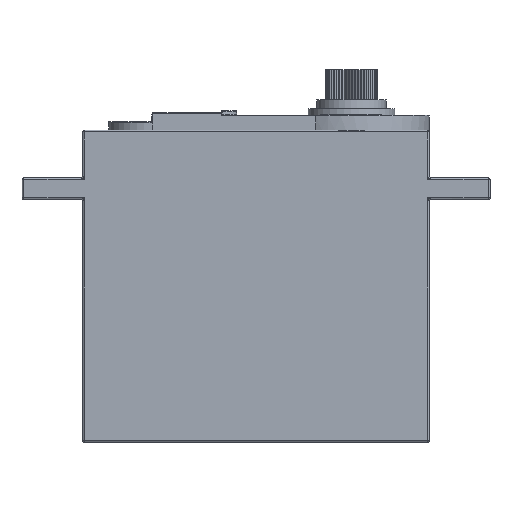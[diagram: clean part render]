
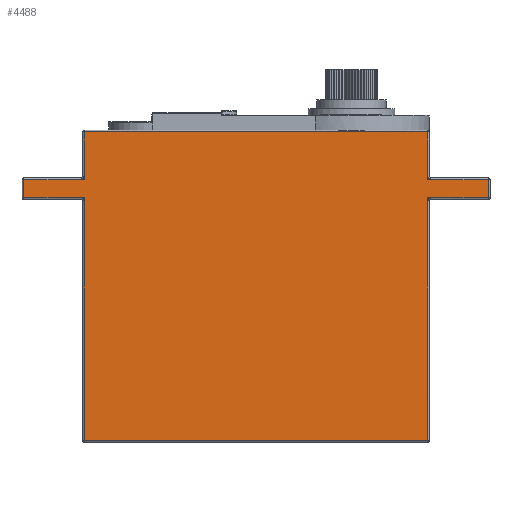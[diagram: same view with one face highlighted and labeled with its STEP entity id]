
A CAD part, top view. The second image highlights one B-rep face of the part: STEP entity #4488.
In plain terms, the highlighted planar face has unit normal (0, 0, 1).
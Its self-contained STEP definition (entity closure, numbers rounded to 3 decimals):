
#149=PLANE('',#4886);
#372=FACE_OUTER_BOUND('',#648,.T.);
#648=EDGE_LOOP('',(#3419,#3420,#3421,#3422,#3423,#3424,#3425,#3426,#3427,
#3428,#3429,#3430));
#875=LINE('',#7014,#1342);
#877=LINE('',#7021,#1344);
#891=LINE('',#7176,#1358);
#893=LINE('',#7183,#1360);
#933=LINE('',#7400,#1400);
#935=LINE('',#7411,#1402);
#936=LINE('',#7414,#1403);
#937=LINE('',#7415,#1404);
#938=LINE('',#7417,#1405);
#939=LINE('',#7418,#1406);
#940=LINE('',#7420,#1407);
#941=LINE('',#7421,#1408);
#1342=VECTOR('',#5360,10.);
#1344=VECTOR('',#5368,10.);
#1358=VECTOR('',#5424,10.);
#1360=VECTOR('',#5432,10.);
#1400=VECTOR('',#5634,10.);
#1402=VECTOR('',#5654,10.);
#1403=VECTOR('',#5657,10.);
#1404=VECTOR('',#5658,10.);
#1405=VECTOR('',#5659,10.);
#1406=VECTOR('',#5660,10.);
#1407=VECTOR('',#5661,10.);
#1408=VECTOR('',#5662,10.);
#1979=VERTEX_POINT('',#6969);
#1985=VERTEX_POINT('',#7013);
#1987=VERTEX_POINT('',#7019);
#1993=VERTEX_POINT('',#7084);
#2001=VERTEX_POINT('',#7131);
#2007=VERTEX_POINT('',#7175);
#2009=VERTEX_POINT('',#7181);
#2015=VERTEX_POINT('',#7246);
#2055=VERTEX_POINT('',#7399);
#2056=VERTEX_POINT('',#7413);
#2057=VERTEX_POINT('',#7416);
#2058=VERTEX_POINT('',#7419);
#2431=EDGE_CURVE('',#1979,#1985,#875,.T.);
#2435=EDGE_CURVE('',#1987,#1979,#877,.T.);
#2463=EDGE_CURVE('',#2001,#2007,#891,.T.);
#2467=EDGE_CURVE('',#2009,#2001,#893,.T.);
#2555=EDGE_CURVE('',#1993,#2055,#933,.T.);
#2559=EDGE_CURVE('',#2055,#1987,#935,.T.);
#2560=EDGE_CURVE('',#2056,#1993,#936,.T.);
#2561=EDGE_CURVE('',#2007,#2056,#937,.T.);
#2562=EDGE_CURVE('',#2057,#2009,#938,.T.);
#2563=EDGE_CURVE('',#2015,#2057,#939,.T.);
#2564=EDGE_CURVE('',#2058,#2015,#940,.T.);
#2565=EDGE_CURVE('',#1985,#2058,#941,.T.);
#3419=ORIENTED_EDGE('',*,*,#2435,.F.);
#3420=ORIENTED_EDGE('',*,*,#2559,.F.);
#3421=ORIENTED_EDGE('',*,*,#2555,.F.);
#3422=ORIENTED_EDGE('',*,*,#2560,.F.);
#3423=ORIENTED_EDGE('',*,*,#2561,.F.);
#3424=ORIENTED_EDGE('',*,*,#2463,.F.);
#3425=ORIENTED_EDGE('',*,*,#2467,.F.);
#3426=ORIENTED_EDGE('',*,*,#2562,.F.);
#3427=ORIENTED_EDGE('',*,*,#2563,.F.);
#3428=ORIENTED_EDGE('',*,*,#2564,.F.);
#3429=ORIENTED_EDGE('',*,*,#2565,.F.);
#3430=ORIENTED_EDGE('',*,*,#2431,.F.);
#4488=ADVANCED_FACE('',(#372),#149,.T.);
#4886=AXIS2_PLACEMENT_3D('',#7412,#5655,#5656);
#5360=DIRECTION('',(0.,1.,0.));
#5368=DIRECTION('',(1.,0.,0.));
#5424=DIRECTION('',(0.,-1.,0.));
#5432=DIRECTION('',(-1.,0.,0.));
#5634=DIRECTION('',(-1.,0.,0.));
#5654=DIRECTION('',(0.,1.,0.));
#5655=DIRECTION('center_axis',(0.,0.,1.));
#5656=DIRECTION('ref_axis',(-1.,0.,0.));
#5657=DIRECTION('',(0.,1.,0.));
#5658=DIRECTION('',(-1.,0.,0.));
#5659=DIRECTION('',(0.,-1.,0.));
#5660=DIRECTION('',(1.,0.,0.));
#5661=DIRECTION('',(0.,-1.,0.));
#5662=DIRECTION('',(1.,0.,0.));
#6969=CARTESIAN_POINT('',(-19.8,-5.7,9.));
#7013=CARTESIAN_POINT('',(-19.8,-0.2,9.));
#7014=CARTESIAN_POINT('',(-19.8,0.,9.));
#7019=CARTESIAN_POINT('',(-26.8,-5.7,9.));
#7021=CARTESIAN_POINT('',(-1.75,-5.7,9.));
#7084=CARTESIAN_POINT('',(-19.8,-7.8,9.));
#7131=CARTESIAN_POINT('',(19.8,-7.8,9.));
#7175=CARTESIAN_POINT('',(19.8,-35.8,9.));
#7176=CARTESIAN_POINT('',(19.8,0.,9.));
#7181=CARTESIAN_POINT('',(26.8,-7.8,9.));
#7183=CARTESIAN_POINT('',(21.75,-7.8,9.));
#7246=CARTESIAN_POINT('',(19.8,-5.7,9.));
#7399=CARTESIAN_POINT('',(-26.8,-7.8,9.));
#7400=CARTESIAN_POINT('',(-1.75,-7.8,9.));
#7411=CARTESIAN_POINT('',(-26.8,-2.75,9.));
#7412=CARTESIAN_POINT('Origin',(20.,0.,9.));
#7413=CARTESIAN_POINT('',(-19.8,-35.8,9.));
#7414=CARTESIAN_POINT('',(-19.8,0.,9.));
#7415=CARTESIAN_POINT('',(10.,-35.8,9.));
#7416=CARTESIAN_POINT('',(26.8,-5.7,9.));
#7417=CARTESIAN_POINT('',(26.8,-2.75,9.));
#7418=CARTESIAN_POINT('',(21.75,-5.7,9.));
#7419=CARTESIAN_POINT('',(19.8,-0.2,9.));
#7420=CARTESIAN_POINT('',(19.8,0.,9.));
#7421=CARTESIAN_POINT('',(10.,-0.2,9.));
